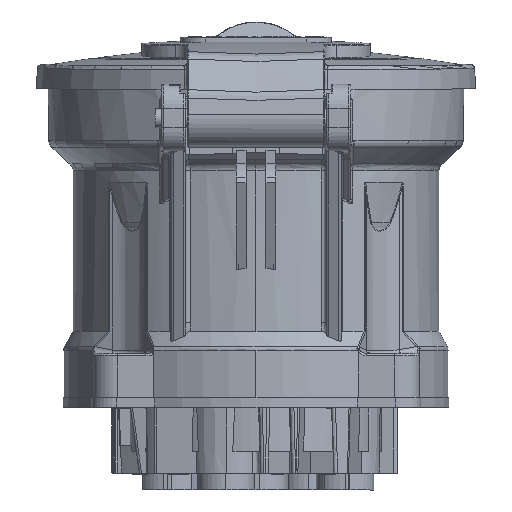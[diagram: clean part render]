
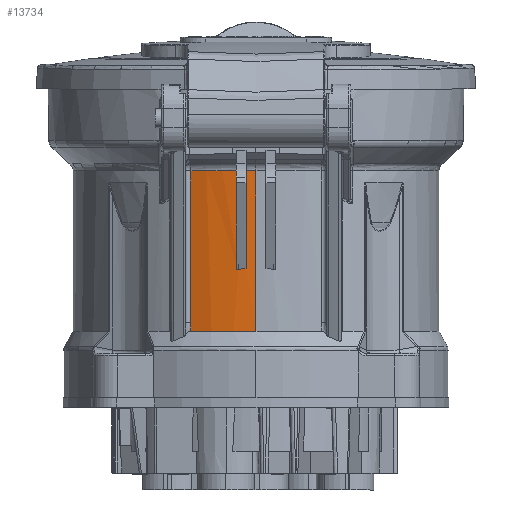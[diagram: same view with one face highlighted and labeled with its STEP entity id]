
A CAD part, front view. The second image highlights one B-rep face of the part: STEP entity #13734.
In plain terms, the highlighted cylindrical face has radius 36.906 mm (diameter 73.812 mm), a partial arc.
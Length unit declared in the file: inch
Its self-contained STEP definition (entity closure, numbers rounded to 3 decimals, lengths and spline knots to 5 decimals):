
#217 = EDGE_CURVE ( 'NONE', #79885, #27114, #12652, .T. ) ;
#635 = CARTESIAN_POINT ( 'NONE',  ( 2.75784, -3.40813, 0.92701 ) ) ;
#5720 = VERTEX_POINT ( 'NONE', #72698 ) ;
#7220 = CARTESIAN_POINT ( 'NONE',  ( 3.27426, -2.05, 0.85935 ) ) ;
#7263 = VERTEX_POINT ( 'NONE', #31656 ) ;
#7289 = EDGE_CURVE ( 'NONE', #5720, #75273, #83676, .T. ) ;
#8209 = ORIENTED_EDGE ( 'NONE', *, *, #44414, .T. ) ;
#9455 = AXIS2_PLACEMENT_3D ( 'NONE', #67354, #67799, #61802 ) ;
#10800 = DIRECTION ( 'NONE',  ( 0., -1., 0. ) ) ;
#10906 = ORIENTED_EDGE ( 'NONE', *, *, #7289, .T. ) ;
#11354 = CARTESIAN_POINT ( 'NONE',  ( 2.75727, -3.40791, 0.9043 ) ) ;
#11886 = AXIS2_PLACEMENT_3D ( 'NONE', #7220, #14129, #13665 ) ;
#12652 = LINE ( 'NONE', #19043, #30124 ) ;
#13031 = CARTESIAN_POINT ( 'NONE',  ( 3.27426, -3.503, 2.13303 ) ) ;
#13665 = DIRECTION ( 'NONE',  ( 0., -1., 0. ) ) ;
#13734 = ADVANCED_FACE ( 'NONE', ( #53787 ), #31811, .T. ) ;
#14129 = DIRECTION ( 'NONE',  ( 0., 0., 1. ) ) ;
#14409 = EDGE_CURVE ( 'NONE', #75273, #55633, #56278, .T. ) ;
#15287 = CIRCLE ( 'NONE', #9455, 1.453 ) ;
#17548 = CARTESIAN_POINT ( 'NONE',  ( 3.19552, -3.50086, 2.13303 ) ) ;
#17668 = CARTESIAN_POINT ( 'NONE',  ( 3.27426, -2.05, 2.13303 ) ) ;
#17826 = VERTEX_POINT ( 'NONE', #33219 ) ;
#19043 = CARTESIAN_POINT ( 'NONE',  ( 2.75784, -3.40813, 2.81604 ) ) ;
#19110 = CARTESIAN_POINT ( 'NONE',  ( 2.75519, -3.40712, 0.88175 ) ) ;
#23538 = EDGE_CURVE ( 'NONE', #17826, #7263, #78782, .T. ) ;
#23978 = ORIENTED_EDGE ( 'NONE', *, *, #86880, .T. ) ;
#26023 = CARTESIAN_POINT ( 'NONE',  ( 2.75369, -3.40654, 0.87053 ) ) ;
#27114 = VERTEX_POINT ( 'NONE', #53512 ) ;
#28614 = CARTESIAN_POINT ( 'NONE',  ( 3.19552, -3.50086, 1.36178 ) ) ;
#29191 = DIRECTION ( 'NONE',  ( 0., 0., 1. ) ) ;
#30124 = VECTOR ( 'NONE', #31521, 39.37008 ) ;
#30665 = EDGE_CURVE ( 'NONE', #27114, #5720, #88221, .T. ) ;
#30677 = DIRECTION ( 'NONE',  ( 0., 0., 1. ) ) ;
#31056 = DIRECTION ( 'NONE',  ( 0., 0., 1. ) ) ;
#31521 = DIRECTION ( 'NONE',  ( 0., 0., -1. ) ) ;
#31656 = CARTESIAN_POINT ( 'NONE',  ( 3.13463, -3.49628, 2.13303 ) ) ;
#31811 = CYLINDRICAL_SURFACE ( 'NONE', #44878, 1.453 ) ;
#32049 = LINE ( 'NONE', #51308, #51899 ) ;
#32936 = CARTESIAN_POINT ( 'NONE',  ( 2.7517, -3.40578, 0.85935 ) ) ;
#33219 = CARTESIAN_POINT ( 'NONE',  ( 3.13463, -3.49628, 1.35097 ) ) ;
#34546 = ORIENTED_EDGE ( 'NONE', *, *, #23538, .T. ) ;
#35964 = CARTESIAN_POINT ( 'NONE',  ( 3.1549, -3.49823, 1.35557 ) ) ;
#37918 = AXIS2_PLACEMENT_3D ( 'NONE', #17668, #52557, #10800 ) ;
#40032 = DIRECTION ( 'NONE',  ( 0., 0., 1. ) ) ;
#44414 = EDGE_CURVE ( 'NONE', #60215, #17826, #84984, .T. ) ;
#44878 = AXIS2_PLACEMENT_3D ( 'NONE', #59795, #40032, #87794 ) ;
#47663 = ORIENTED_EDGE ( 'NONE', *, *, #30665, .T. ) ;
#51011 = ORIENTED_EDGE ( 'NONE', *, *, #86781, .F. ) ;
#51308 = CARTESIAN_POINT ( 'NONE',  ( 3.19552, -3.50086, 2.81604 ) ) ;
#51899 = VECTOR ( 'NONE', #30677, 39.37008 ) ;
#52557 = DIRECTION ( 'NONE',  ( 0., 0., -1. ) ) ;
#53512 = CARTESIAN_POINT ( 'NONE',  ( 2.75784, -3.40813, 0.92701 ) ) ;
#53787 = FACE_OUTER_BOUND ( 'NONE', #60802, .T. ) ;
#54002 = CIRCLE ( 'NONE', #37918, 1.453 ) ;
#54475 = VERTEX_POINT ( 'NONE', #17548 ) ;
#55227 = CARTESIAN_POINT ( 'NONE',  ( 3.27426, -3.503, 0.85935 ) ) ;
#55633 = VERTEX_POINT ( 'NONE', #13031 ) ;
#56278 = LINE ( 'NONE', #58107, #56786 ) ;
#56786 = VECTOR ( 'NONE', #29191, 39.37008 ) ;
#58107 = CARTESIAN_POINT ( 'NONE',  ( 3.27426, -3.503, 2.81604 ) ) ;
#59795 = CARTESIAN_POINT ( 'NONE',  ( 3.27426, -2.05, 2.81604 ) ) ;
#60215 = VERTEX_POINT ( 'NONE', #88783 ) ;
#60802 = EDGE_LOOP ( 'NONE', ( #10906, #78796, #23978, #51011, #8209, #34546, #77880, #87141, #47663 ) ) ;
#61802 = DIRECTION ( 'NONE',  ( 0., -1., 0. ) ) ;
#67354 = CARTESIAN_POINT ( 'NONE',  ( 3.27426, -2.05, 2.13303 ) ) ;
#67799 = DIRECTION ( 'NONE',  ( 0., 0., -1. ) ) ;
#70825 = CARTESIAN_POINT ( 'NONE',  ( 3.1752, -3.49976, 1.35918 ) ) ;
#70926 = EDGE_CURVE ( 'NONE', #7263, #79885, #54002, .T. ) ;
#71918 = CARTESIAN_POINT ( 'NONE',  ( 2.75784, -3.40813, 2.13303 ) ) ;
#72698 = CARTESIAN_POINT ( 'NONE',  ( 2.7517, -3.40578, 0.85935 ) ) ;
#75273 = VERTEX_POINT ( 'NONE', #55227 ) ;
#76361 = CARTESIAN_POINT ( 'NONE',  ( 3.13463, -3.49628, 1.35097 ) ) ;
#77269 = CARTESIAN_POINT ( 'NONE',  ( 2.75784, -3.40813, 0.91562 ) ) ;
#77880 = ORIENTED_EDGE ( 'NONE', *, *, #70926, .T. ) ;
#78782 = LINE ( 'NONE', #86586, #86465 ) ;
#78796 = ORIENTED_EDGE ( 'NONE', *, *, #14409, .T. ) ;
#79885 = VERTEX_POINT ( 'NONE', #71918 ) ;
#83676 = CIRCLE ( 'NONE', #11886, 1.453 ) ;
#84984 =( BOUNDED_CURVE ( )  B_SPLINE_CURVE ( 3, ( #28614, #70825, #35964, #76361 ),
 .UNSPECIFIED., .F., .F. ) 
 B_SPLINE_CURVE_WITH_KNOTS ( ( 4, 4 ),
 ( 0.05422, 0.09625 ),
 .UNSPECIFIED. ) 
 CURVE ( )  GEOMETRIC_REPRESENTATION_ITEM ( )  RATIONAL_B_SPLINE_CURVE ( ( 1., 1., 1., 1. ) ) 
 REPRESENTATION_ITEM ( '' )  );
#86465 = VECTOR ( 'NONE', #31056, 39.37008 ) ;
#86586 = CARTESIAN_POINT ( 'NONE',  ( 3.13463, -3.49628, 2.81604 ) ) ;
#86781 = EDGE_CURVE ( 'NONE', #60215, #54475, #32049, .T. ) ;
#86880 = EDGE_CURVE ( 'NONE', #55633, #54475, #15287, .T. ) ;
#87141 = ORIENTED_EDGE ( 'NONE', *, *, #217, .T. ) ;
#87794 = DIRECTION ( 'NONE',  ( 0., -1., 0. ) ) ;
#88221 = B_SPLINE_CURVE_WITH_KNOTS ( 'NONE', 3,
 ( #635, #77269, #11354, #19110, #26023, #32936 ),
 .UNSPECIFIED., .F., .F.,
 ( 4, 2, 4 ),
 ( 0., 0.5, 1. ),
 .UNSPECIFIED. ) ;
#88783 = CARTESIAN_POINT ( 'NONE',  ( 3.19552, -3.50086, 1.36178 ) ) ;
